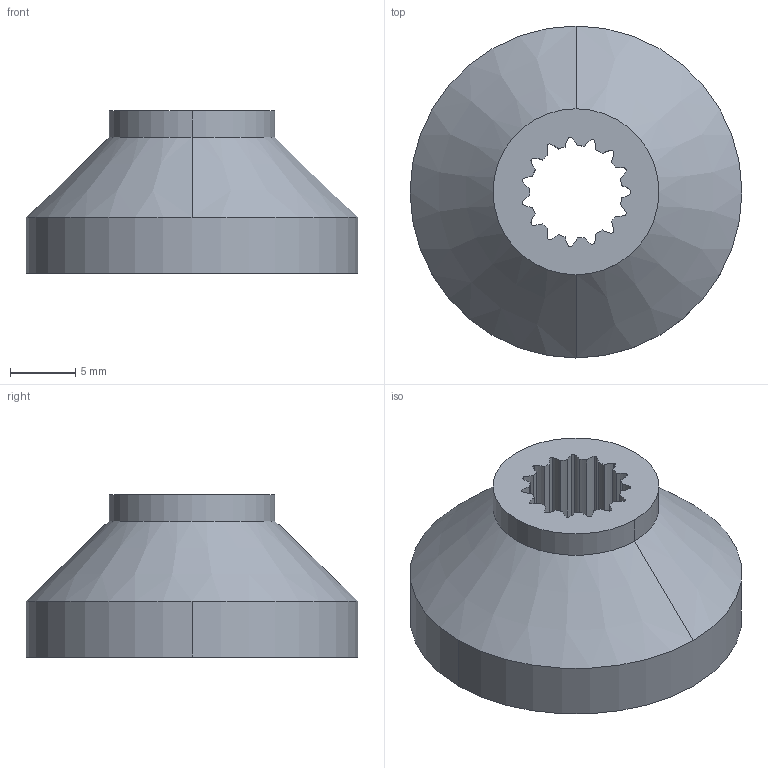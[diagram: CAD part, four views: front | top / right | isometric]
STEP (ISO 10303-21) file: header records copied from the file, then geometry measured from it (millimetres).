
FILE_DESCRIPTION (( 'STEP AP203' ), '1' );
FILE_NAME ('REV-21-2138.STEP', '2024-02-02T18:57:06', ( '' ), ( '' ), 'SwSTEP 2.0', 'SolidWorks 2022', '' );
FILE_SCHEMA (( 'CONFIG_CONTROL_DESIGN' ));
Length unit declared in the file: inch
Products named in the file (1): REV-21-2138
Bounding box: 25.4 x 25.4 x 12.4 mm (x, y, z)
Volume: 2737.8 mm3; surface area: 2118.8 mm2
Topology: 1 solids, 1 shells, 226 faces, 667 edges, 444 vertices
Faces by surface type: cylinder 113, bspline 108, plane 3, cone 2
Entity records: 11358 total; most frequent: CARTESIAN_POINT 5766, ORIENTED_EDGE 1334, DIRECTION 917, EDGE_CURVE 667, VERTEX_POINT 444, AXIS2_PLACEMENT_3D 347, EDGE_LOOP 229, CIRCLE 228
